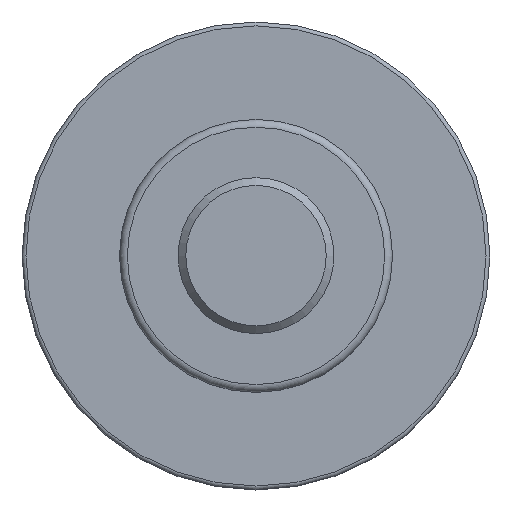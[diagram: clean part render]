
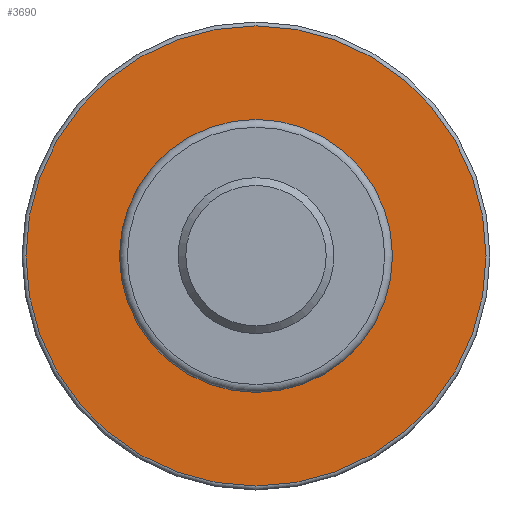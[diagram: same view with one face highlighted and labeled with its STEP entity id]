
A CAD part, top view. The second image highlights one B-rep face of the part: STEP entity #3690.
In plain terms, the highlighted face is planar.
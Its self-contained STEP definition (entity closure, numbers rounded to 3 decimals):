
#1101 = AXIS2_PLACEMENT_3D ( 'NONE', #9602, #13337, #5921 ) ;
#1540 = CARTESIAN_POINT ( 'NONE',  ( 29.5, 0., 0. ) ) ;
#2204 = FACE_BOUND ( 'NONE', #10015, .T. ) ;
#3690 = ADVANCED_FACE ( 'NONE', ( #12211, #2204 ), #3725, .F. ) ;
#3725 = PLANE ( 'NONE',  #9371 ) ;
#4794 = DIRECTION ( 'NONE',  ( 1., 0., 0. ) ) ;
#5399 = CIRCLE ( 'NONE', #1101, 29.5 ) ;
#5921 = DIRECTION ( 'NONE',  ( 1., 0., 0. ) ) ;
#5983 = DIRECTION ( 'NONE',  ( 0., 0., 1. ) ) ;
#6114 = ORIENTED_EDGE ( 'NONE', *, *, #6359, .T. ) ;
#6359 = EDGE_CURVE ( 'NONE', #6559, #6559, #10354, .T. ) ;
#6559 = VERTEX_POINT ( 'NONE', #10090 ) ;
#6623 = AXIS2_PLACEMENT_3D ( 'NONE', #10368, #14423, #13137 ) ;
#9239 = EDGE_CURVE ( 'NONE', #13139, #13139, #5399, .T. ) ;
#9371 = AXIS2_PLACEMENT_3D ( 'NONE', #10937, #5983, #4794 ) ;
#9602 = CARTESIAN_POINT ( 'NONE',  ( 0., 0., 0. ) ) ;
#10015 = EDGE_LOOP ( 'NONE', ( #6114 ) ) ;
#10090 = CARTESIAN_POINT ( 'NONE',  ( 12.5, 0., 0. ) ) ;
#10354 = CIRCLE ( 'NONE', #6623, 12.5 ) ;
#10368 = CARTESIAN_POINT ( 'NONE',  ( 0., 0., 0. ) ) ;
#10937 = CARTESIAN_POINT ( 'NONE',  ( 0., 0., 0. ) ) ;
#10998 = EDGE_LOOP ( 'NONE', ( #13040 ) ) ;
#12211 = FACE_OUTER_BOUND ( 'NONE', #10998, .T. ) ;
#13040 = ORIENTED_EDGE ( 'NONE', *, *, #9239, .T. ) ;
#13137 = DIRECTION ( 'NONE',  ( 1., 0., 0. ) ) ;
#13139 = VERTEX_POINT ( 'NONE', #1540 ) ;
#13337 = DIRECTION ( 'NONE',  ( 0., 0., -1. ) ) ;
#14423 = DIRECTION ( 'NONE',  ( 0., 0., 1. ) ) ;
